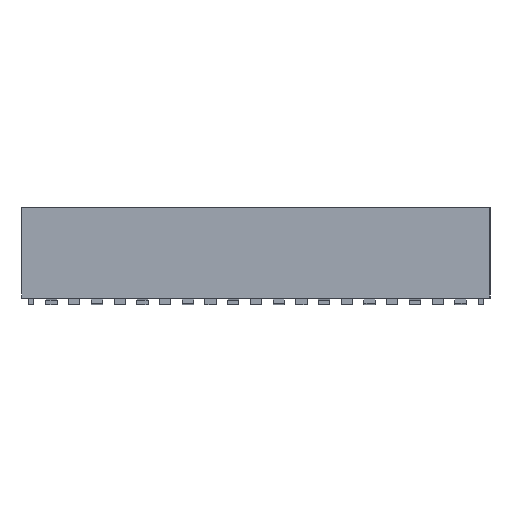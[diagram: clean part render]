
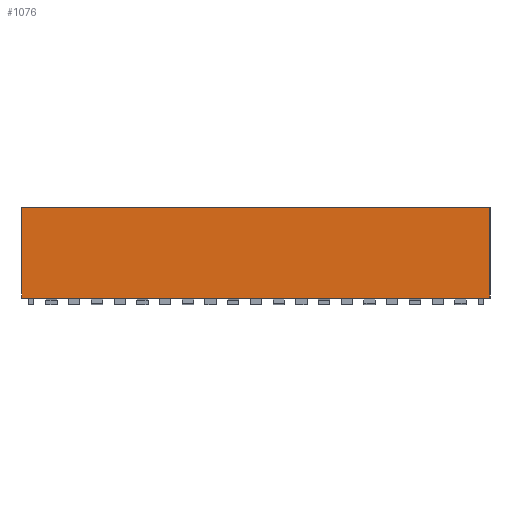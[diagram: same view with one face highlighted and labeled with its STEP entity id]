
A CAD part, left-side view. The second image highlights one B-rep face of the part: STEP entity #1076.
In plain terms, the highlighted face is planar.
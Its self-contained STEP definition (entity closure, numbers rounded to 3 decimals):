
#80 = LINE ( 'NONE', #1218, #995 ) ;
#129 = LINE ( 'NONE', #2669, #1577 ) ;
#446 = ORIENTED_EDGE ( 'NONE', *, *, #746, .F. ) ;
#616 = AXIS2_PLACEMENT_3D ( 'NONE', #684, #1122, #4156 ) ;
#684 = CARTESIAN_POINT ( 'NONE',  ( 20.6, -4., -2.4 ) ) ;
#746 = EDGE_CURVE ( 'NONE', #862, #4028, #129, .T. ) ;
#767 = FACE_OUTER_BOUND ( 'NONE', #784, .T. ) ;
#784 = EDGE_LOOP ( 'NONE', ( #3655, #446, #5166, #4379 ) ) ;
#862 = VERTEX_POINT ( 'NONE', #4072 ) ;
#883 = DIRECTION ( 'NONE',  ( 0., 1., 0. ) ) ;
#995 = VECTOR ( 'NONE', #1630, 1000. ) ;
#1076 = ADVANCED_FACE ( 'NONE', ( #767 ), #5490, .T. ) ;
#1122 = DIRECTION ( 'NONE',  ( 0., 0., -1. ) ) ;
#1218 = CARTESIAN_POINT ( 'NONE',  ( 0., -4., -2.4 ) ) ;
#1387 = CARTESIAN_POINT ( 'NONE',  ( 0., 0., -2.4 ) ) ;
#1519 = VERTEX_POINT ( 'NONE', #3494 ) ;
#1577 = VECTOR ( 'NONE', #883, 1000. ) ;
#1630 = DIRECTION ( 'NONE',  ( 0., 1., 0. ) ) ;
#1928 = CARTESIAN_POINT ( 'NONE',  ( 20.6, 0., -2.4 ) ) ;
#2382 = DIRECTION ( 'NONE',  ( -1., 0., 0. ) ) ;
#2489 = EDGE_CURVE ( 'NONE', #862, #1519, #3717, .T. ) ;
#2520 = VERTEX_POINT ( 'NONE', #1387 ) ;
#2669 = CARTESIAN_POINT ( 'NONE',  ( 20.6, -4., -2.4 ) ) ;
#2982 = CARTESIAN_POINT ( 'NONE',  ( 20.6, -4., -2.4 ) ) ;
#3411 = DIRECTION ( 'NONE',  ( -1., 0., 0. ) ) ;
#3494 = CARTESIAN_POINT ( 'NONE',  ( 0., -4., -2.4 ) ) ;
#3655 = ORIENTED_EDGE ( 'NONE', *, *, #3940, .F. ) ;
#3667 = CARTESIAN_POINT ( 'NONE',  ( 20.6, 0., -2.4 ) ) ;
#3717 = LINE ( 'NONE', #2982, #4696 ) ;
#3788 = LINE ( 'NONE', #1928, #4762 ) ;
#3940 = EDGE_CURVE ( 'NONE', #4028, #2520, #3788, .T. ) ;
#4028 = VERTEX_POINT ( 'NONE', #3667 ) ;
#4072 = CARTESIAN_POINT ( 'NONE',  ( 20.6, -4., -2.4 ) ) ;
#4156 = DIRECTION ( 'NONE',  ( -1., 0., 0. ) ) ;
#4379 = ORIENTED_EDGE ( 'NONE', *, *, #5451, .T. ) ;
#4696 = VECTOR ( 'NONE', #3411, 1000. ) ;
#4762 = VECTOR ( 'NONE', #2382, 1000. ) ;
#5166 = ORIENTED_EDGE ( 'NONE', *, *, #2489, .T. ) ;
#5451 = EDGE_CURVE ( 'NONE', #1519, #2520, #80, .T. ) ;
#5490 = PLANE ( 'NONE',  #616 ) ;
